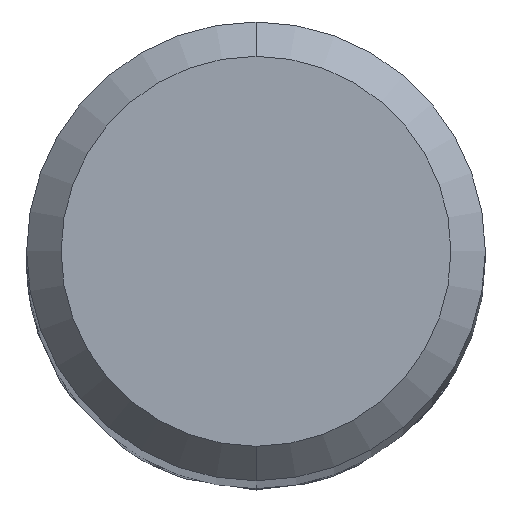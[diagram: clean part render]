
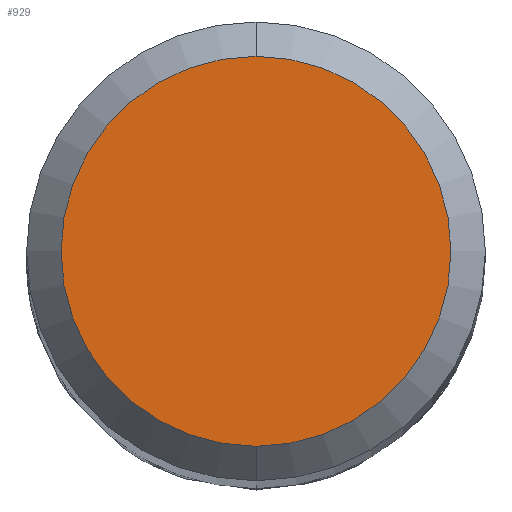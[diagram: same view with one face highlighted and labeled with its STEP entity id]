
A CAD part, top view. The second image highlights one B-rep face of the part: STEP entity #929.
In plain terms, the highlighted planar face has unit normal (0, 0, 1).
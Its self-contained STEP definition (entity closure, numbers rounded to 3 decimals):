
#737=EDGE_CURVE('',#757,#1185,#1632,.T.);
#757=VERTEX_POINT('',#1655);
#929=ADVANCED_FACE('',(#1846),#1847,.T.);
#1185=VERTEX_POINT('',#2129);
#1309=EDGE_CURVE('',#1185,#757,#2262,.T.);
#1632=CIRCLE('',#3638,1.7);
#1655=CARTESIAN_POINT('',(0.,-1.7,0.0));
#1846=FACE_OUTER_BOUND('',#4632,.T.);
#1847=PLANE('',#4633);
#2129=CARTESIAN_POINT('',(0.0,1.7,0.0));
#2262=CIRCLE('',#6719,1.7);
#3638=AXIS2_PLACEMENT_3D('',#7017,#7018,#7019);
#4632=EDGE_LOOP('',(#7252,#7253));
#4633=AXIS2_PLACEMENT_3D('',#7254,#7255,#7256);
#6719=AXIS2_PLACEMENT_3D('',#7742,#7743,#7744);
#7017=CARTESIAN_POINT('',(0.0,0.0,0.0));
#7018=DIRECTION('',(0.0,0.0,-1.0));
#7019=DIRECTION('',(0.0,1.0,0.0));
#7252=ORIENTED_EDGE('',*,*,#1309,.F.);
#7253=ORIENTED_EDGE('',*,*,#737,.F.);
#7254=CARTESIAN_POINT('',(0.0,0.85,0.0));
#7255=DIRECTION('',(-0.0,0.0,1.0));
#7256=DIRECTION('',(0.0,-1.0,0.0));
#7742=CARTESIAN_POINT('',(0.0,0.0,0.0));
#7743=DIRECTION('',(0.0,0.0,-1.0));
#7744=DIRECTION('',(0.0,1.0,0.0));
